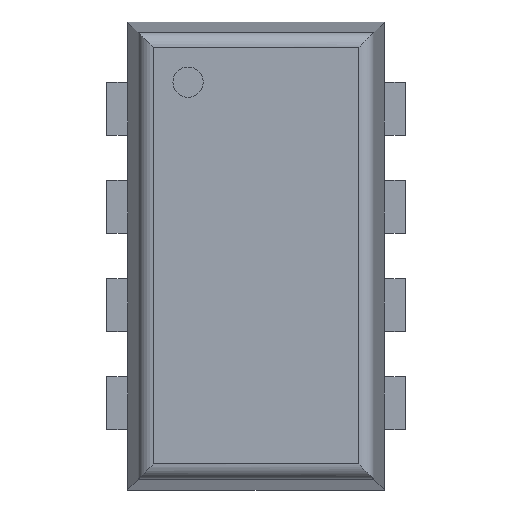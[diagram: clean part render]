
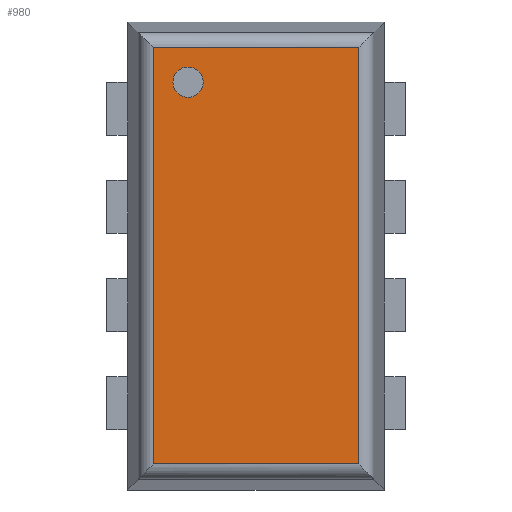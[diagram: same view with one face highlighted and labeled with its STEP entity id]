
A CAD part, top view. The second image highlights one B-rep face of the part: STEP entity #980.
In plain terms, the highlighted planar face has unit normal (0, 0, 1).
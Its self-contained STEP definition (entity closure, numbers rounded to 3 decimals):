
#7 = VERTEX_POINT ( 'NONE', #807 ) ;
#35 = DIRECTION ( 'NONE',  ( 0., 1., 0. ) ) ;
#165 = PLANE ( 'NONE',  #2695 ) ;
#214 = DIRECTION ( 'NONE',  ( 0., 0., 1. ) ) ;
#244 = EDGE_CURVE ( 'NONE', #7, #2767, #2412, .T. ) ;
#288 = CARTESIAN_POINT ( 'NONE',  ( -0.68, 1.38, 1.1 ) ) ;
#326 = DIRECTION ( 'NONE',  ( -1., 0., 0. ) ) ;
#376 = DIRECTION ( 'NONE',  ( 0., 0., -1. ) ) ;
#416 = VECTOR ( 'NONE', #751, 1000. ) ;
#499 = AXIS2_PLACEMENT_3D ( 'NONE', #2222, #2072, #2469 ) ;
#507 = VERTEX_POINT ( 'NONE', #2190 ) ;
#528 = EDGE_CURVE ( 'NONE', #2767, #7, #913, .T. ) ;
#559 = VECTOR ( 'NONE', #626, 1000. ) ;
#588 = ORIENTED_EDGE ( 'NONE', *, *, #1543, .T. ) ;
#626 = DIRECTION ( 'NONE',  ( 0., -1., 0. ) ) ;
#628 = CARTESIAN_POINT ( 'NONE',  ( -0.45, 1.15, 1.1 ) ) ;
#649 = VECTOR ( 'NONE', #35, 1000. ) ;
#661 = LINE ( 'NONE', #2447, #649 ) ;
#751 = DIRECTION ( 'NONE',  ( 1., 0., 0. ) ) ;
#800 = VERTEX_POINT ( 'NONE', #2522 ) ;
#807 = CARTESIAN_POINT ( 'NONE',  ( -0.55, 1.15, 1.1 ) ) ;
#913 = CIRCLE ( 'NONE', #1619, 0.1 ) ;
#980 = ADVANCED_FACE ( 'NONE', ( #1697, #1930 ), #165, .F. ) ;
#1004 = EDGE_CURVE ( 'NONE', #507, #2606, #1665, .T. ) ;
#1056 = DIRECTION ( 'NONE',  ( -1., 0., 0. ) ) ;
#1180 = VERTEX_POINT ( 'NONE', #1751 ) ;
#1334 = ORIENTED_EDGE ( 'NONE', *, *, #528, .F. ) ;
#1408 = LINE ( 'NONE', #2711, #416 ) ;
#1444 = ORIENTED_EDGE ( 'NONE', *, *, #1720, .T. ) ;
#1543 = EDGE_CURVE ( 'NONE', #800, #1180, #1408, .T. ) ;
#1619 = AXIS2_PLACEMENT_3D ( 'NONE', #628, #214, #1733 ) ;
#1665 = LINE ( 'NONE', #2559, #1896 ) ;
#1669 = ORIENTED_EDGE ( 'NONE', *, *, #1004, .T. ) ;
#1697 = FACE_BOUND ( 'NONE', #2017, .T. ) ;
#1720 = EDGE_CURVE ( 'NONE', #1180, #507, #661, .T. ) ;
#1722 = ORIENTED_EDGE ( 'NONE', *, *, #244, .F. ) ;
#1733 = DIRECTION ( 'NONE',  ( 1., 0., 0. ) ) ;
#1751 = CARTESIAN_POINT ( 'NONE',  ( 0.68, -1.38, 1.1 ) ) ;
#1896 = VECTOR ( 'NONE', #326, 1000. ) ;
#1930 = FACE_OUTER_BOUND ( 'NONE', #2629, .T. ) ;
#2017 = EDGE_LOOP ( 'NONE', ( #1334, #1722 ) ) ;
#2072 = DIRECTION ( 'NONE',  ( 0., 0., 1. ) ) ;
#2122 = CARTESIAN_POINT ( 'NONE',  ( -0.35, 1.15, 1.1 ) ) ;
#2187 = CARTESIAN_POINT ( 'NONE',  ( -0.68, 0., 1.1 ) ) ;
#2190 = CARTESIAN_POINT ( 'NONE',  ( 0.68, 1.38, 1.1 ) ) ;
#2222 = CARTESIAN_POINT ( 'NONE',  ( -0.45, 1.15, 1.1 ) ) ;
#2378 = CARTESIAN_POINT ( 'NONE',  ( 0., 0., 1.1 ) ) ;
#2412 = CIRCLE ( 'NONE', #499, 0.1 ) ;
#2447 = CARTESIAN_POINT ( 'NONE',  ( 0.68, 0., 1.1 ) ) ;
#2469 = DIRECTION ( 'NONE',  ( 1., 0., 0. ) ) ;
#2522 = CARTESIAN_POINT ( 'NONE',  ( -0.68, -1.38, 1.1 ) ) ;
#2542 = EDGE_CURVE ( 'NONE', #2606, #800, #2625, .T. ) ;
#2559 = CARTESIAN_POINT ( 'NONE',  ( 0., 1.38, 1.1 ) ) ;
#2606 = VERTEX_POINT ( 'NONE', #288 ) ;
#2625 = LINE ( 'NONE', #2187, #559 ) ;
#2629 = EDGE_LOOP ( 'NONE', ( #2848, #588, #1444, #1669 ) ) ;
#2695 = AXIS2_PLACEMENT_3D ( 'NONE', #2378, #376, #1056 ) ;
#2711 = CARTESIAN_POINT ( 'NONE',  ( 0., -1.38, 1.1 ) ) ;
#2767 = VERTEX_POINT ( 'NONE', #2122 ) ;
#2848 = ORIENTED_EDGE ( 'NONE', *, *, #2542, .T. ) ;
